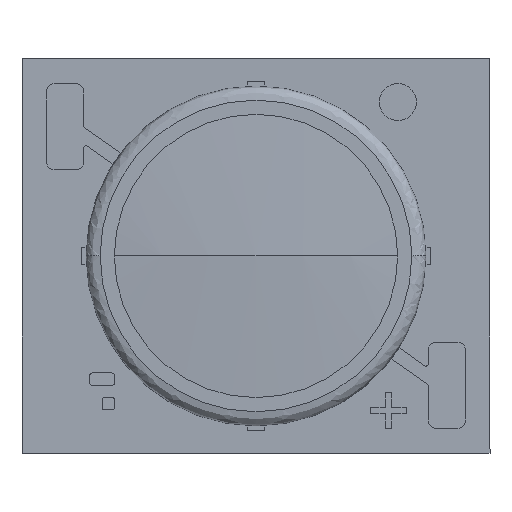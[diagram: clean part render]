
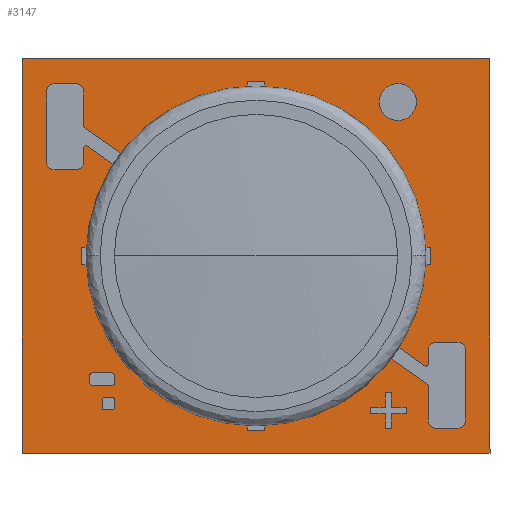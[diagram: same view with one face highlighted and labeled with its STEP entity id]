
A CAD part, top view. The second image highlights one B-rep face of the part: STEP entity #3147.
In plain terms, the highlighted planar face has unit normal (0, 0, 1).
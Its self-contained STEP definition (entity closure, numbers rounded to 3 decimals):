
#36 = VECTOR ( 'NONE', #2108, 1000. ) ;
#44 = CARTESIAN_POINT ( 'NONE',  ( -9.5, -8., 1. ) ) ;
#128 = ORIENTED_EDGE ( 'NONE', *, *, #2899, .T. ) ;
#148 = ORIENTED_EDGE ( 'NONE', *, *, #683, .T. ) ;
#520 = DIRECTION ( 'NONE',  ( -1., 0., 0. ) ) ;
#546 = VERTEX_POINT ( 'NONE', #44 ) ;
#640 = FACE_OUTER_BOUND ( 'NONE', #3236, .T. ) ;
#683 = EDGE_CURVE ( 'NONE', #2012, #3104, #2214, .T. ) ;
#745 = CARTESIAN_POINT ( 'NONE',  ( 9.5, -8., 1. ) ) ;
#771 = EDGE_CURVE ( 'NONE', #3104, #2397, #3553, .T. ) ;
#882 = VECTOR ( 'NONE', #1593, 1000. ) ;
#992 = CARTESIAN_POINT ( 'NONE',  ( 9.5, 8., 1. ) ) ;
#1160 = CARTESIAN_POINT ( 'NONE',  ( -9.5, 8., 1. ) ) ;
#1525 = EDGE_CURVE ( 'NONE', #546, #2012, #2400, .T. ) ;
#1544 = AXIS2_PLACEMENT_3D ( 'NONE', #2464, #3079, #520 ) ;
#1593 = DIRECTION ( 'NONE',  ( 0., 1., 0. ) ) ;
#1820 = CARTESIAN_POINT ( 'NONE',  ( -9.5, -8., 1. ) ) ;
#1976 = LINE ( 'NONE', #3211, #2385 ) ;
#2012 = VERTEX_POINT ( 'NONE', #3015 ) ;
#2108 = DIRECTION ( 'NONE',  ( 1., 0., 0. ) ) ;
#2147 = CARTESIAN_POINT ( 'NONE',  ( -9.5, 8., 1. ) ) ;
#2214 = LINE ( 'NONE', #745, #882 ) ;
#2311 = DIRECTION ( 'NONE',  ( 0., -1., 0. ) ) ;
#2381 = ORIENTED_EDGE ( 'NONE', *, *, #771, .T. ) ;
#2385 = VECTOR ( 'NONE', #2311, 1000. ) ;
#2397 = VERTEX_POINT ( 'NONE', #1160 ) ;
#2400 = LINE ( 'NONE', #1820, #36 ) ;
#2464 = CARTESIAN_POINT ( 'NONE',  ( 0., 0., 1. ) ) ;
#2717 = DIRECTION ( 'NONE',  ( -1., 0., 0. ) ) ;
#2899 = EDGE_CURVE ( 'NONE', #2397, #546, #1976, .T. ) ;
#3015 = CARTESIAN_POINT ( 'NONE',  ( 9.5, -8., 1. ) ) ;
#3079 = DIRECTION ( 'NONE',  ( 0., 0., -1. ) ) ;
#3104 = VERTEX_POINT ( 'NONE', #992 ) ;
#3147 = ADVANCED_FACE ( 'NONE', ( #640 ), #3545, .F. ) ;
#3211 = CARTESIAN_POINT ( 'NONE',  ( -9.5, -8., 1. ) ) ;
#3236 = EDGE_LOOP ( 'NONE', ( #148, #2381, #128, #3437 ) ) ;
#3328 = VECTOR ( 'NONE', #2717, 1000. ) ;
#3437 = ORIENTED_EDGE ( 'NONE', *, *, #1525, .T. ) ;
#3545 = PLANE ( 'NONE',  #1544 ) ;
#3553 = LINE ( 'NONE', #2147, #3328 ) ;
